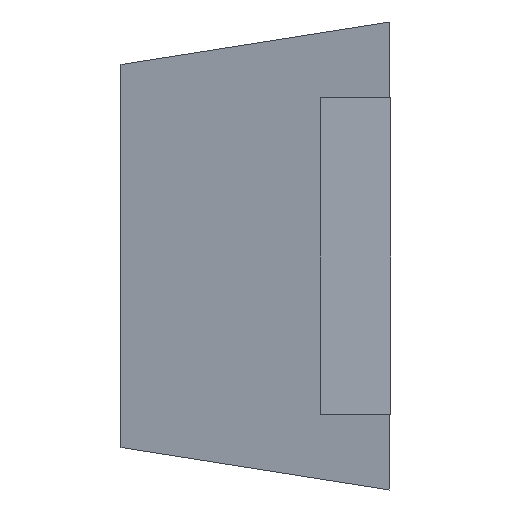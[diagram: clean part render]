
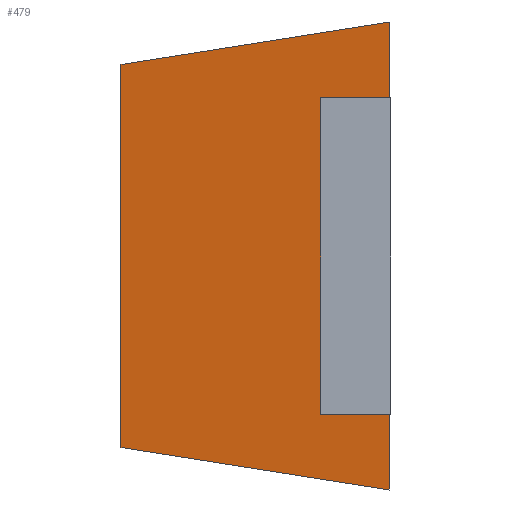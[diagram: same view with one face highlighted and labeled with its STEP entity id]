
A CAD part, left-side view. The second image highlights one B-rep face of the part: STEP entity #479.
In plain terms, the highlighted planar face has unit normal (-0.988, 0.156, 0).
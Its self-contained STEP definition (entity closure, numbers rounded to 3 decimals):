
#24 = LINE ( 'NONE', #976, #1006 ) ;
#52 = EDGE_CURVE ( 'NONE', #593, #789, #918, .T. ) ;
#65 = CARTESIAN_POINT ( 'NONE',  ( -0.982, 0.75, -0.65 ) ) ;
#71 = EDGE_CURVE ( 'NONE', #1036, #593, #906, .T. ) ;
#83 = DIRECTION ( 'NONE',  ( -0.156, -0.988, 0. ) ) ;
#91 = VERTEX_POINT ( 'NONE', #441 ) ;
#119 = LINE ( 'NONE', #206, #1004 ) ;
#158 = EDGE_CURVE ( 'NONE', #1036, #440, #204, .T. ) ;
#169 = VECTOR ( 'NONE', #884, 1000. ) ;
#185 = CARTESIAN_POINT ( 'NONE',  ( -1.07, 0.195, -0.65 ) ) ;
#186 = DIRECTION ( 'NONE',  ( -0.155, -0.976, -0.155 ) ) ;
#204 = LINE ( 'NONE', #185, #784 ) ;
#206 = CARTESIAN_POINT ( 'NONE',  ( -1.1, 0.005, -0.65 ) ) ;
#235 = DIRECTION ( 'NONE',  ( -0.155, -0.976, 0.155 ) ) ;
#243 = ORIENTED_EDGE ( 'NONE', *, *, #892, .T. ) ;
#244 = EDGE_CURVE ( 'NONE', #706, #789, #553, .T. ) ;
#250 = ORIENTED_EDGE ( 'NONE', *, *, #244, .F. ) ;
#291 = DIRECTION ( 'NONE',  ( 0.156, 0.988, 0. ) ) ;
#331 = LINE ( 'NONE', #65, #842 ) ;
#335 = VECTOR ( 'NONE', #804, 1000. ) ;
#382 = ORIENTED_EDGE ( 'NONE', *, *, #537, .T. ) ;
#391 = ORIENTED_EDGE ( 'NONE', *, *, #71, .T. ) ;
#394 = CARTESIAN_POINT ( 'NONE',  ( -1.1, 0.005, 0.65 ) ) ;
#405 = EDGE_LOOP ( 'NONE', ( #382, #243, #670, #391, #490, #250, #1111, #496 ) ) ;
#440 = VERTEX_POINT ( 'NONE', #526 ) ;
#441 = CARTESIAN_POINT ( 'NONE',  ( -1.1, 0.005, -0.44 ) ) ;
#460 = CARTESIAN_POINT ( 'NONE',  ( -1.1, 0.005, -0.65 ) ) ;
#463 = AXIS2_PLACEMENT_3D ( 'NONE', #865, #860, #83 ) ;
#468 = CARTESIAN_POINT ( 'NONE',  ( -0.982, 0.75, -0.532 ) ) ;
#479 = ADVANCED_FACE ( 'NONE', ( #1039 ), #957, .T. ) ;
#490 = ORIENTED_EDGE ( 'NONE', *, *, #52, .T. ) ;
#496 = ORIENTED_EDGE ( 'NONE', *, *, #917, .T. ) ;
#513 = VERTEX_POINT ( 'NONE', #945 ) ;
#526 = CARTESIAN_POINT ( 'NONE',  ( -1.07, 0.195, -0.44 ) ) ;
#537 = EDGE_CURVE ( 'NONE', #513, #91, #119, .T. ) ;
#553 = LINE ( 'NONE', #394, #915 ) ;
#593 = VERTEX_POINT ( 'NONE', #899 ) ;
#639 = DIRECTION ( 'NONE',  ( 0., 0., 1. ) ) ;
#670 = ORIENTED_EDGE ( 'NONE', *, *, #158, .F. ) ;
#672 = CARTESIAN_POINT ( 'NONE',  ( -1.07, 0.195, 0.44 ) ) ;
#706 = VERTEX_POINT ( 'NONE', #1100 ) ;
#724 = LINE ( 'NONE', #1052, #858 ) ;
#764 = CARTESIAN_POINT ( 'NONE',  ( -1.1, 0.005, 0.65 ) ) ;
#784 = VECTOR ( 'NONE', #966, 1000. ) ;
#789 = VERTEX_POINT ( 'NONE', #764 ) ;
#804 = DIRECTION ( 'NONE',  ( 0., 0., 1. ) ) ;
#814 = CARTESIAN_POINT ( 'NONE',  ( -1.1, 0.005, 0.44 ) ) ;
#842 = VECTOR ( 'NONE', #944, 1000. ) ;
#858 = VECTOR ( 'NONE', #186, 1000. ) ;
#860 = DIRECTION ( 'NONE',  ( -0.988, 0.156, 0. ) ) ;
#865 = CARTESIAN_POINT ( 'NONE',  ( -1.1, 0.005, -0.65 ) ) ;
#884 = DIRECTION ( 'NONE',  ( -0.156, -0.988, 0. ) ) ;
#892 = EDGE_CURVE ( 'NONE', #91, #440, #24, .T. ) ;
#899 = CARTESIAN_POINT ( 'NONE',  ( -1.1, 0.005, 0.44 ) ) ;
#906 = LINE ( 'NONE', #814, #169 ) ;
#915 = VECTOR ( 'NONE', #235, 1000. ) ;
#917 = EDGE_CURVE ( 'NONE', #934, #513, #724, .T. ) ;
#918 = LINE ( 'NONE', #460, #335 ) ;
#934 = VERTEX_POINT ( 'NONE', #468 ) ;
#944 = DIRECTION ( 'NONE',  ( 0., 0., 1. ) ) ;
#945 = CARTESIAN_POINT ( 'NONE',  ( -1.1, 0.005, -0.65 ) ) ;
#957 = PLANE ( 'NONE',  #463 ) ;
#966 = DIRECTION ( 'NONE',  ( 0., 0., -1. ) ) ;
#976 = CARTESIAN_POINT ( 'NONE',  ( -1.1, 0.005, -0.44 ) ) ;
#1004 = VECTOR ( 'NONE', #639, 1000. ) ;
#1006 = VECTOR ( 'NONE', #291, 1000. ) ;
#1036 = VERTEX_POINT ( 'NONE', #672 ) ;
#1039 = FACE_OUTER_BOUND ( 'NONE', #405, .T. ) ;
#1048 = EDGE_CURVE ( 'NONE', #934, #706, #331, .T. ) ;
#1052 = CARTESIAN_POINT ( 'NONE',  ( -1.1, 0.005, -0.65 ) ) ;
#1100 = CARTESIAN_POINT ( 'NONE',  ( -0.982, 0.75, 0.532 ) ) ;
#1111 = ORIENTED_EDGE ( 'NONE', *, *, #1048, .F. ) ;
